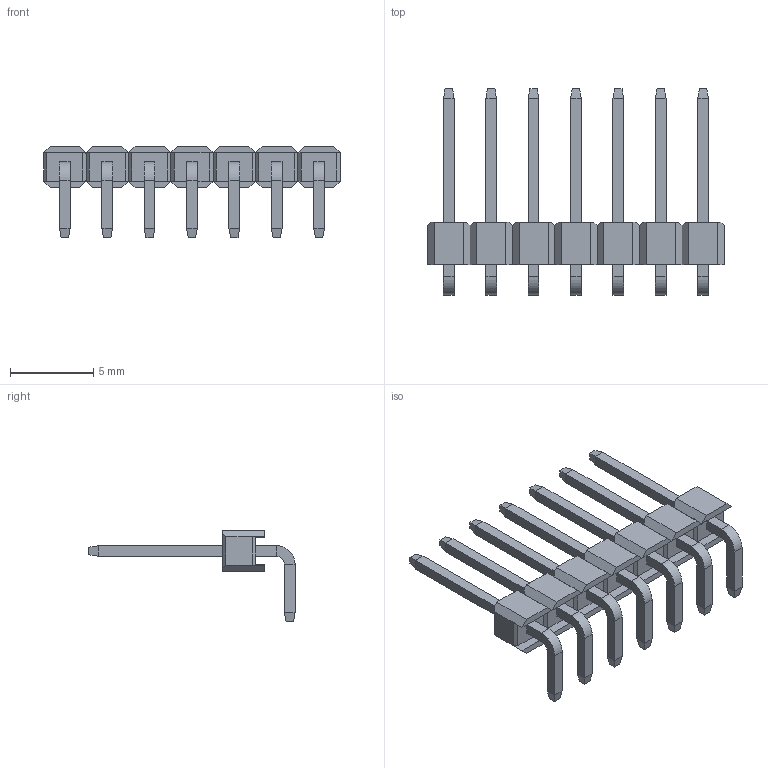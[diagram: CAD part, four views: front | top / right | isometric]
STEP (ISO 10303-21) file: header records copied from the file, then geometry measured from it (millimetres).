
FILE_DESCRIPTION (( 'STEP AP214' ), '1' );
FILE_NAME ('1x7 Male Pin Header Angle.STEP', '2021-11-12T11:43:39', ( 'M.B.I.' ), ( '' ), 'SwSTEP 2.0', '', '' );
FILE_SCHEMA (( 'AUTOMOTIVE_DESIGN' ));
Length unit declared in the file: millimetre
Products named in the file (1): 1x7 Male Pin Header Angle
Bounding box: 17.79 x 12.36 x 5.5 mm (x, y, z)
Volume: 129 mm3; surface area: 531.2 mm2
Topology: 8 solids, 8 shells, 330 faces, 812 edges, 498 vertices
Faces by surface type: plane 316, cylinder 14
Entity records: 9509 total; most frequent: CARTESIAN_POINT 1641, ORIENTED_EDGE 1624, DIRECTION 1502, EDGE_CURVE 812, LINE 784, VECTOR 784, VERTEX_POINT 498, AXIS2_PLACEMENT_3D 359
